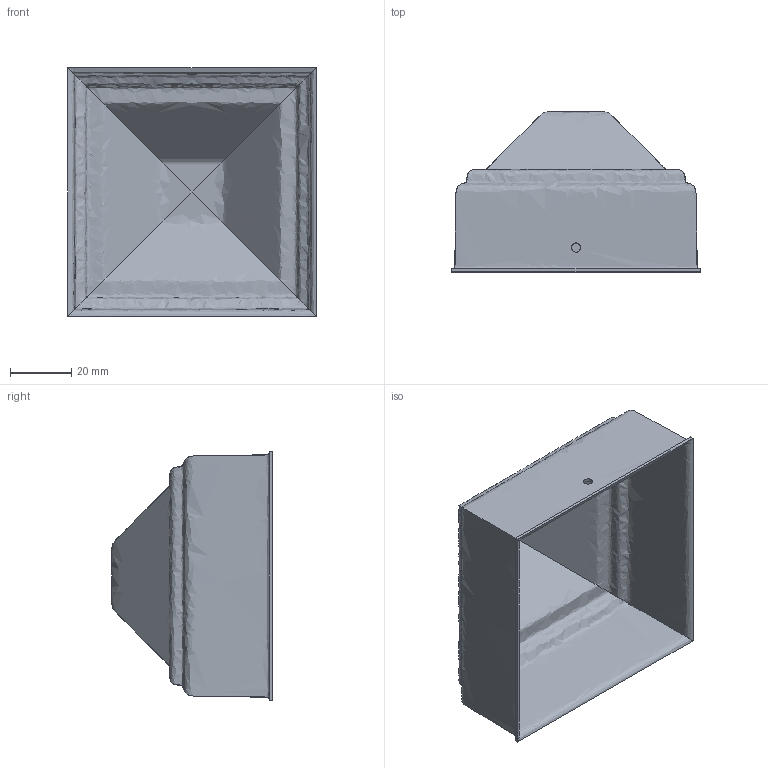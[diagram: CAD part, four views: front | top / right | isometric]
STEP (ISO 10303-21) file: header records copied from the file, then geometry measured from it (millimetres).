
FILE_DESCRIPTION (( 'STEP AP203' ), '1' );
FILE_NAME ('64CD75B.step', '2019-05-09T12:59:53', ( '' ), ( '' ), 'SwSTEP 2.0', 'SolidWorks 2018', '' );
FILE_SCHEMA (( 'CONFIG_CONTROL_DESIGN' ));
Length unit declared in the file: millimetre
Products named in the file (1): 64CD75B
Bounding box: 81.15 x 52.53 x 81.15 mm (x, y, z)
Volume: 22147.6 mm3; surface area: 33814.1 mm2
Topology: 1 solids, 1 shells, 14 faces, 26 edges, 14 vertices
Faces by surface type: bspline 8, plane 4, cylinder 2
Entity records: 1827 total; most frequent: CARTESIAN_POINT 1527, ORIENTED_EDGE 52, DIRECTION 28, EDGE_CURVE 26, EDGE_LOOP 16, ADVANCED_FACE 14, FACE_OUTER_BOUND 14, VERTEX_POINT 14
